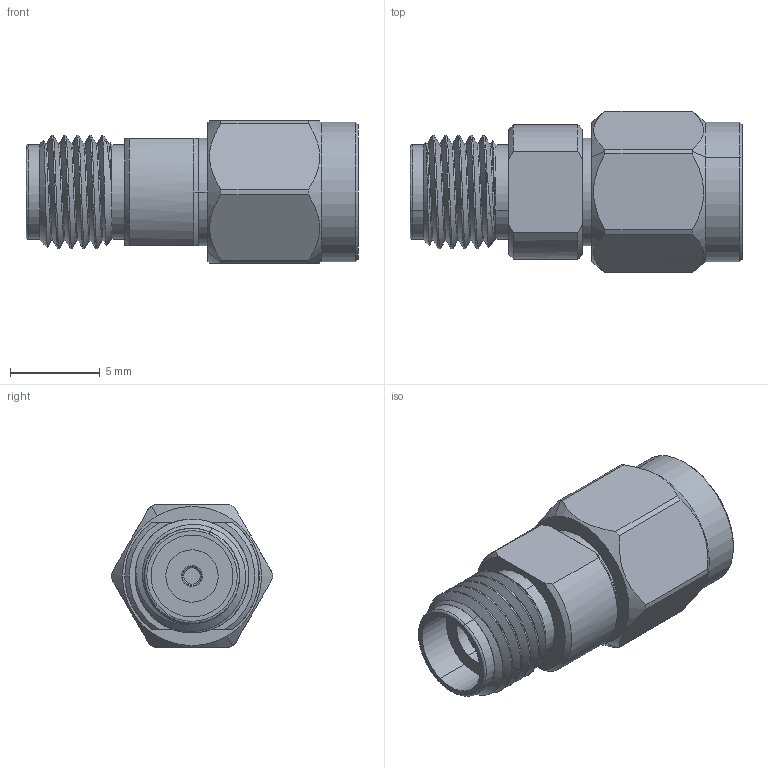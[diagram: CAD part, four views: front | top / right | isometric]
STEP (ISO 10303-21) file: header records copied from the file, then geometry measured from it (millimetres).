
FILE_DESCRIPTION (( 'STEP AP214' ), '1' );
FILE_NAME ('FMAD1203_3D.step', '2023-08-14T18:48:29', ( '' ), ( '' ), 'SwSTEP 2.0', 'SolidWorks 2022', '' );
FILE_SCHEMA (( 'AUTOMOTIVE_DESIGN' ));
Length unit declared in the file: inch
Products named in the file (1): FMAD1203_3D
Bounding box: 18.52 x 8.99 x 7.94 mm (x, y, z)
Volume: 601.6 mm3; surface area: 850.5 mm2
Topology: 1 solids, 1 shells, 134 faces, 342 edges, 222 vertices
Faces by surface type: cylinder 57, plane 40, cone 27, bspline 10
Entity records: 7288 total; most frequent: CARTESIAN_POINT 4166, ORIENTED_EDGE 684, DIRECTION 609, EDGE_CURVE 342, AXIS2_PLACEMENT_3D 245, VERTEX_POINT 222, EDGE_LOOP 146, FACE_OUTER_BOUND 134
